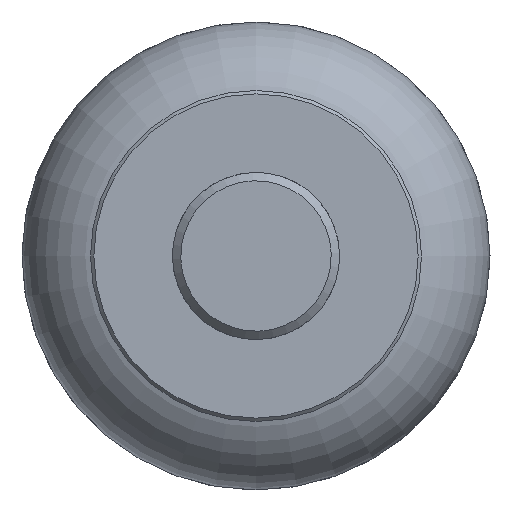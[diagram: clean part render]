
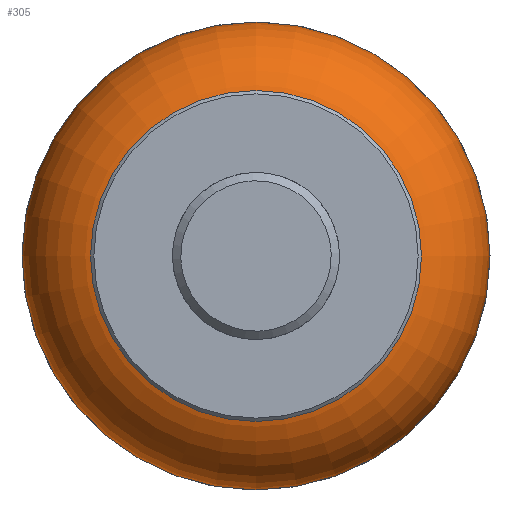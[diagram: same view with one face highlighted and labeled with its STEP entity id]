
A CAD part, left-side view. The second image highlights one B-rep face of the part: STEP entity #305.
In plain terms, the highlighted toroidal (fillet/blend) face has major radius 7.925 mm and minor radius 6.075 mm.
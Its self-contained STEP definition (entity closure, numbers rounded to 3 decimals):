
#50=TOROIDAL_SURFACE('',#343,7.925,6.075);
#65=FACE_BOUND('',#118,.T.);
#85=FACE_OUTER_BOUND('',#117,.T.);
#117=EDGE_LOOP('',(#237));
#118=EDGE_LOOP('',(#238));
#161=CIRCLE('',#342,9.268);
#162=CIRCLE('',#344,14.);
#185=VERTEX_POINT('',#529);
#186=VERTEX_POINT('',#532);
#209=EDGE_CURVE('',#185,#185,#161,.T.);
#210=EDGE_CURVE('',#186,#186,#162,.T.);
#237=ORIENTED_EDGE('',*,*,#210,.F.);
#238=ORIENTED_EDGE('',*,*,#209,.T.);
#305=ADVANCED_FACE('',(#85,#65),#50,.T.);
#342=AXIS2_PLACEMENT_3D('',#530,#412,#413);
#343=AXIS2_PLACEMENT_3D('',#531,#414,#415);
#344=AXIS2_PLACEMENT_3D('',#533,#416,#417);
#412=DIRECTION('center_axis',(1.,0.,0.));
#413=DIRECTION('ref_axis',(0.,1.,0.));
#414=DIRECTION('center_axis',(1.,0.,0.));
#415=DIRECTION('ref_axis',(0.,0.,-1.));
#416=DIRECTION('center_axis',(1.,0.,0.));
#417=DIRECTION('ref_axis',(0.,1.,0.));
#529=CARTESIAN_POINT('',(1.494,9.268,0.));
#530=CARTESIAN_POINT('Origin',(1.494,0.,0.));
#531=CARTESIAN_POINT('Origin',(7.418,0.,0.));
#532=CARTESIAN_POINT('',(7.418,14.,0.));
#533=CARTESIAN_POINT('Origin',(7.418,0.,0.));
